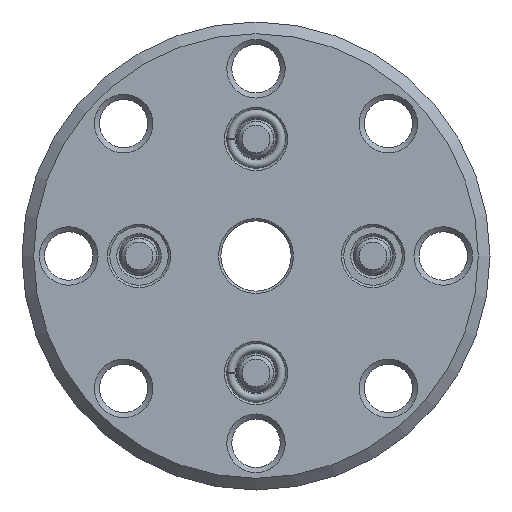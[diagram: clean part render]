
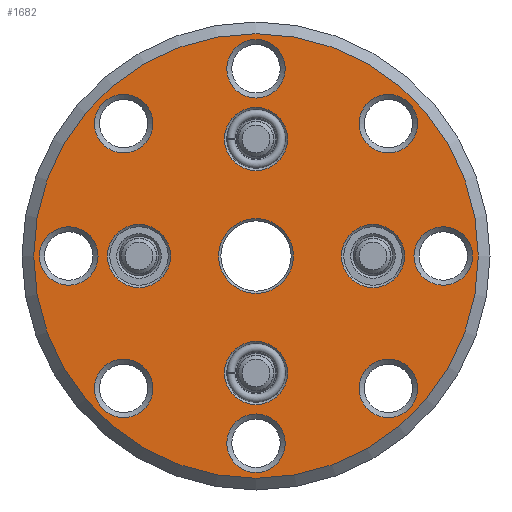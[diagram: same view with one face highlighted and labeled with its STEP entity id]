
A CAD part, front view. The second image highlights one B-rep face of the part: STEP entity #1682.
In plain terms, the highlighted planar face has unit normal (0, -1, 0).
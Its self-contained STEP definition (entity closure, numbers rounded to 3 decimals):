
#61=PLANE('',#1870);
#311=ORIENTED_EDGE('',*,*,#728,.T.);
#312=ORIENTED_EDGE('',*,*,#729,.T.);
#313=ORIENTED_EDGE('',*,*,#730,.T.);
#314=ORIENTED_EDGE('',*,*,#731,.F.);
#315=ORIENTED_EDGE('',*,*,#732,.F.);
#316=ORIENTED_EDGE('',*,*,#733,.F.);
#317=ORIENTED_EDGE('',*,*,#734,.F.);
#318=ORIENTED_EDGE('',*,*,#735,.F.);
#319=ORIENTED_EDGE('',*,*,#736,.F.);
#320=ORIENTED_EDGE('',*,*,#737,.F.);
#321=ORIENTED_EDGE('',*,*,#738,.F.);
#322=ORIENTED_EDGE('',*,*,#739,.F.);
#323=ORIENTED_EDGE('',*,*,#740,.F.);
#324=ORIENTED_EDGE('',*,*,#727,.F.);
#727=EDGE_CURVE('',#931,#931,#1082,.T.);
#728=EDGE_CURVE('',#932,#932,#1083,.T.);
#729=EDGE_CURVE('',#933,#933,#1084,.F.);
#730=EDGE_CURVE('',#934,#934,#1085,.F.);
#731=EDGE_CURVE('',#935,#935,#1086,.T.);
#732=EDGE_CURVE('',#936,#936,#1087,.T.);
#733=EDGE_CURVE('',#937,#937,#1088,.T.);
#734=EDGE_CURVE('',#938,#938,#1089,.T.);
#735=EDGE_CURVE('',#939,#939,#1090,.T.);
#736=EDGE_CURVE('',#940,#940,#1091,.T.);
#737=EDGE_CURVE('',#941,#941,#1092,.T.);
#738=EDGE_CURVE('',#942,#942,#1093,.T.);
#739=EDGE_CURVE('',#943,#943,#1094,.T.);
#740=EDGE_CURVE('',#944,#944,#1095,.T.);
#931=VERTEX_POINT('',#2786);
#932=VERTEX_POINT('',#2789);
#933=VERTEX_POINT('',#2791);
#934=VERTEX_POINT('',#2793);
#935=VERTEX_POINT('',#2795);
#936=VERTEX_POINT('',#2797);
#937=VERTEX_POINT('',#2799);
#938=VERTEX_POINT('',#2801);
#939=VERTEX_POINT('',#2803);
#940=VERTEX_POINT('',#2805);
#941=VERTEX_POINT('',#2807);
#942=VERTEX_POINT('',#2809);
#943=VERTEX_POINT('',#2811);
#944=VERTEX_POINT('',#2813);
#1082=CIRCLE('',#1869,3.2);
#1083=CIRCLE('',#1871,19.);
#1084=CIRCLE('',#1872,2.5);
#1085=CIRCLE('',#1873,2.7);
#1086=CIRCLE('',#1874,2.5);
#1087=CIRCLE('',#1875,2.5);
#1088=CIRCLE('',#1876,2.5);
#1089=CIRCLE('',#1877,2.5);
#1090=CIRCLE('',#1878,2.5);
#1091=CIRCLE('',#1879,2.5);
#1092=CIRCLE('',#1880,2.5);
#1093=CIRCLE('',#1881,2.7);
#1094=CIRCLE('',#1882,2.7);
#1095=CIRCLE('',#1883,2.7);
#1205=EDGE_LOOP('',(#311));
#1206=EDGE_LOOP('',(#312));
#1207=EDGE_LOOP('',(#313));
#1208=EDGE_LOOP('',(#314));
#1209=EDGE_LOOP('',(#315));
#1210=EDGE_LOOP('',(#316));
#1211=EDGE_LOOP('',(#317));
#1212=EDGE_LOOP('',(#318));
#1213=EDGE_LOOP('',(#319));
#1214=EDGE_LOOP('',(#320));
#1215=EDGE_LOOP('',(#321));
#1216=EDGE_LOOP('',(#322));
#1217=EDGE_LOOP('',(#323));
#1218=EDGE_LOOP('',(#324));
#1419=FACE_BOUND('',#1205,.T.);
#1420=FACE_BOUND('',#1206,.T.);
#1421=FACE_BOUND('',#1207,.T.);
#1422=FACE_BOUND('',#1208,.T.);
#1423=FACE_BOUND('',#1209,.T.);
#1424=FACE_BOUND('',#1210,.T.);
#1425=FACE_BOUND('',#1211,.T.);
#1426=FACE_BOUND('',#1212,.T.);
#1427=FACE_BOUND('',#1213,.T.);
#1428=FACE_BOUND('',#1214,.T.);
#1429=FACE_BOUND('',#1215,.T.);
#1430=FACE_BOUND('',#1216,.T.);
#1431=FACE_BOUND('',#1217,.T.);
#1432=FACE_BOUND('',#1218,.T.);
#1682=ADVANCED_FACE('',(#1419,#1420,#1421,#1422,#1423,#1424,#1425,#1426,
#1427,#1428,#1429,#1430,#1431,#1432),#61,.T.);
#1869=AXIS2_PLACEMENT_3D('',#2785,#2193,#2194);
#1870=AXIS2_PLACEMENT_3D('',#2787,#2195,#2196);
#1871=AXIS2_PLACEMENT_3D('',#2788,#2197,#2198);
#1872=AXIS2_PLACEMENT_3D('',#2790,#2199,#2200);
#1873=AXIS2_PLACEMENT_3D('',#2792,#2201,#2202);
#1874=AXIS2_PLACEMENT_3D('',#2794,#2203,#2204);
#1875=AXIS2_PLACEMENT_3D('',#2796,#2205,#2206);
#1876=AXIS2_PLACEMENT_3D('',#2798,#2207,#2208);
#1877=AXIS2_PLACEMENT_3D('',#2800,#2209,#2210);
#1878=AXIS2_PLACEMENT_3D('',#2802,#2211,#2212);
#1879=AXIS2_PLACEMENT_3D('',#2804,#2213,#2214);
#1880=AXIS2_PLACEMENT_3D('',#2806,#2215,#2216);
#1881=AXIS2_PLACEMENT_3D('',#2808,#2217,#2218);
#1882=AXIS2_PLACEMENT_3D('',#2810,#2219,#2220);
#1883=AXIS2_PLACEMENT_3D('',#2812,#2221,#2222);
#2193=DIRECTION('',(0.,-1.,0.));
#2194=DIRECTION('',(0.,0.,-1.));
#2195=DIRECTION('',(0.,-1.,0.));
#2196=DIRECTION('',(0.,0.,-1.));
#2197=DIRECTION('',(0.,-1.,0.));
#2198=DIRECTION('',(0.,0.,-1.));
#2199=DIRECTION('',(0.,-1.,0.));
#2200=DIRECTION('',(0.,0.,-1.));
#2201=DIRECTION('',(0.,-1.,0.));
#2202=DIRECTION('',(0.,0.,-1.));
#2203=DIRECTION('',(0.,-1.,0.));
#2204=DIRECTION('',(0.,0.,-1.));
#2205=DIRECTION('',(0.,-1.,0.));
#2206=DIRECTION('',(0.,0.,-1.));
#2207=DIRECTION('',(0.,-1.,0.));
#2208=DIRECTION('',(0.,0.,-1.));
#2209=DIRECTION('',(0.,-1.,0.));
#2210=DIRECTION('',(0.,0.,-1.));
#2211=DIRECTION('',(0.,-1.,0.));
#2212=DIRECTION('',(0.,0.,-1.));
#2213=DIRECTION('',(0.,-1.,0.));
#2214=DIRECTION('',(0.,0.,-1.));
#2215=DIRECTION('',(0.,-1.,0.));
#2216=DIRECTION('',(0.,0.,-1.));
#2217=DIRECTION('',(0.,-1.,0.));
#2218=DIRECTION('',(0.,0.,-1.));
#2219=DIRECTION('',(0.,-1.,0.));
#2220=DIRECTION('',(0.,0.,-1.));
#2221=DIRECTION('',(0.,-1.,0.));
#2222=DIRECTION('',(0.,0.,-1.));
#2785=CARTESIAN_POINT('',(0.,0.,0.));
#2786=CARTESIAN_POINT('',(0.,0.,-3.2));
#2787=CARTESIAN_POINT('',(0.,0.,-3.2));
#2788=CARTESIAN_POINT('',(0.,0.,0.));
#2789=CARTESIAN_POINT('',(0.,0.,-19.));
#2790=CARTESIAN_POINT('',(0.,0.,-16.));
#2791=CARTESIAN_POINT('',(0.,0.,-18.5));
#2792=CARTESIAN_POINT('',(0.,0.,-10.));
#2793=CARTESIAN_POINT('',(0.,0.,-12.7));
#2794=CARTESIAN_POINT('',(-16.,0.,0.));
#2795=CARTESIAN_POINT('',(-16.,0.,-2.5));
#2796=CARTESIAN_POINT('',(-11.314,0.,11.314));
#2797=CARTESIAN_POINT('',(-11.314,0.,8.814));
#2798=CARTESIAN_POINT('',(0.,0.,16.));
#2799=CARTESIAN_POINT('',(0.,0.,13.5));
#2800=CARTESIAN_POINT('',(11.314,0.,11.314));
#2801=CARTESIAN_POINT('',(11.314,0.,8.814));
#2802=CARTESIAN_POINT('',(16.,0.,0.));
#2803=CARTESIAN_POINT('',(16.,0.,-2.5));
#2804=CARTESIAN_POINT('',(11.314,0.,-11.314));
#2805=CARTESIAN_POINT('',(11.314,0.,-13.814));
#2806=CARTESIAN_POINT('',(-11.314,0.,-11.314));
#2807=CARTESIAN_POINT('',(-11.314,0.,-13.814));
#2808=CARTESIAN_POINT('',(-10.,0.,0.));
#2809=CARTESIAN_POINT('',(-10.,0.,-2.7));
#2810=CARTESIAN_POINT('',(10.,0.,0.));
#2811=CARTESIAN_POINT('',(10.,0.,-2.7));
#2812=CARTESIAN_POINT('',(0.,0.,10.));
#2813=CARTESIAN_POINT('',(0.,0.,7.3));
